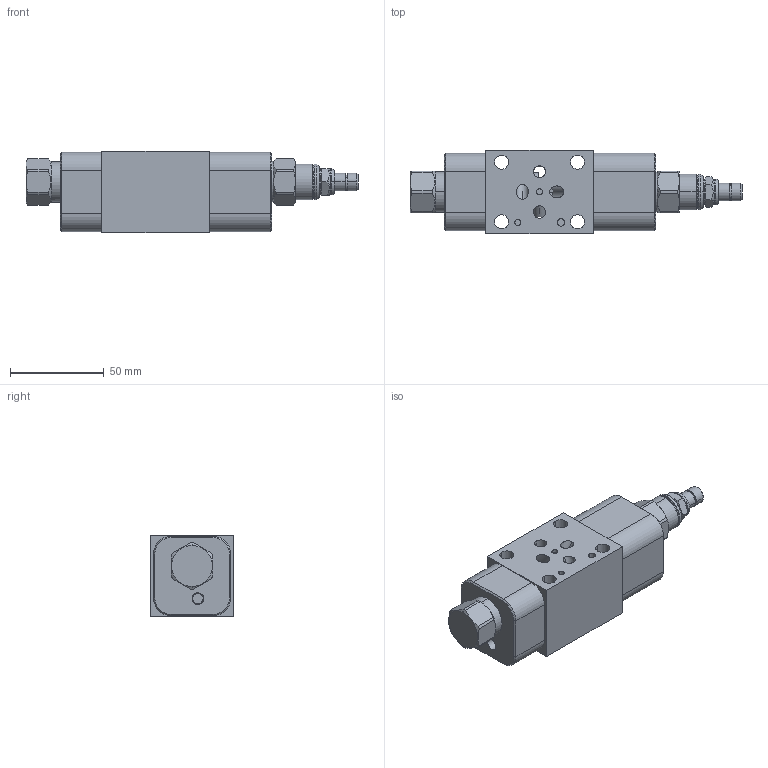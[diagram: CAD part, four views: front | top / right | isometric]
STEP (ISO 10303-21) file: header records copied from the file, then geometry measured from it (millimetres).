
FILE_DESCRIPTION((''),'2;1');
FILE_NAME('MANIFOLD_STP1_ASM','2017-10-17T',('Administrator'),(''),'PRO/ENGINEER BY PARAMETRIC TECHNOLOGY CORPORATION, 2006240','PRO/ENGINEER BY PARAMETRIC TECHNOLOGY CORPORATION, 2006240','');
FILE_SCHEMA(('CONFIG_CONTROL_DESIGN'));
Length unit declared in the file: inch
Products named in the file (3): 150280F_PRT; ASMNAME_CART_PRT; MANIFOLD_STP1_ASM
Assembly tree (2 placements, depth 2):
  MANIFOLD_STP1_ASM
    150280F_PRT
    ASMNAME_CART_PRT
Bounding box: 176.96 x 44.45 x 43.18 mm (x, y, z)
Surface area: 56396.4 mm2 (no closed solid volume)
Topology: 0 solids, 16 shells, 507 faces, 1268 edges, 808 vertices
Faces by surface type: cylinder 229, plane 98, cone 91, torus 71, bspline 11, sphere 7
Entity records: 19294 total; most frequent: CARTESIAN_POINT 6962, DIRECTION 2677, ORIENTED_EDGE 2506, EDGE_CURVE 1264, AXIS2_PLACEMENT_3D 1138, VERTEX_POINT 808, CIRCLE 637, EDGE_LOOP 580
